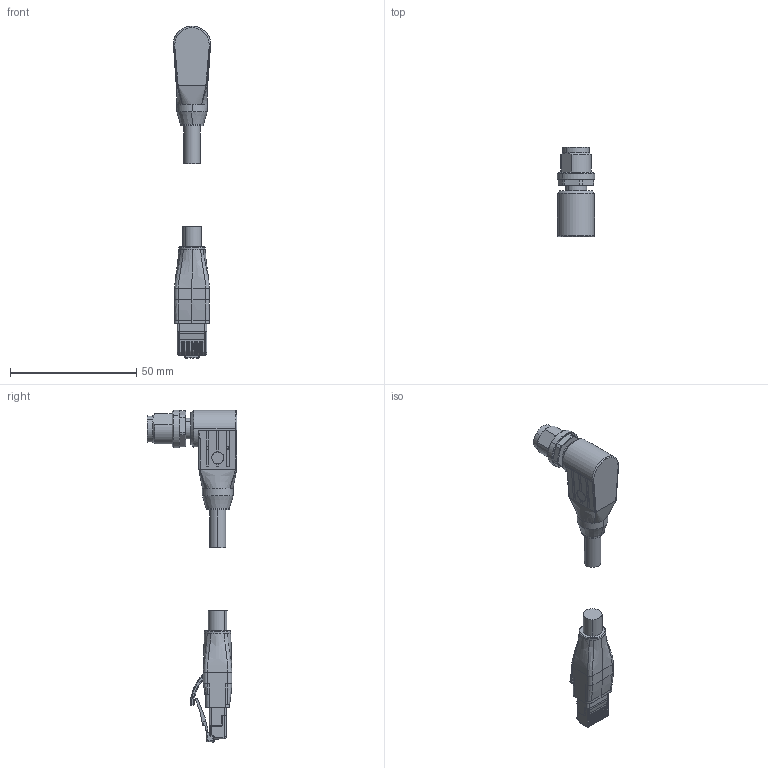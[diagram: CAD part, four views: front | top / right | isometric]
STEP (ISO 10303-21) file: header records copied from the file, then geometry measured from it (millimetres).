
FILE_DESCRIPTION (( 'STEP AP203' ), '1' );
FILE_NAME ('7700-51201-S4X1000.step', '2025-06-04T19:06:34', ( '' ), ( '' ), 'SwSTEP 2.0', 'SolidWorks 2024', '' );
FILE_SCHEMA (( 'CONFIG_CONTROL_DESIGN' ));
Length unit declared in the file: millimetre
Products named in the file (3): 7700-51201-S4X1000; 7700-51201-S4X1000_RJ45; 7700-51201-S4X1000_MALE
Assembly tree (2 placements, depth 2):
  7700-51201-S4X1000
    7700-51201-S4X1000_MALE
    7700-51201-S4X1000_RJ45
Bounding box: 14.94 x 35.4 x 131.57 mm (x, y, z)
Volume: 14317.3 mm3; surface area: 6559.9 mm2
Topology: 2 solids, 2 shells, 822 faces, 2151 edges, 1344 vertices
Faces by surface type: plane 394, cylinder 249, bspline 82, torus 65, cone 28, sphere 4
Entity records: 28910 total; most frequent: CARTESIAN_POINT 9030, ORIENTED_EDGE 4278, DIRECTION 3869, EDGE_CURVE 2139, VERTEX_POINT 1344, AXIS2_PLACEMENT_3D 1308, LINE 1253, VECTOR 1253
